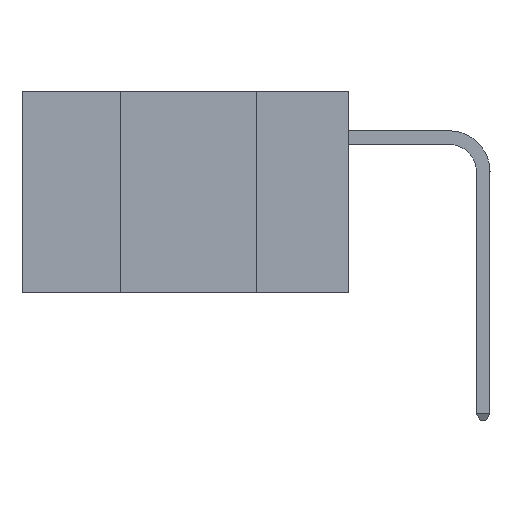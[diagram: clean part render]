
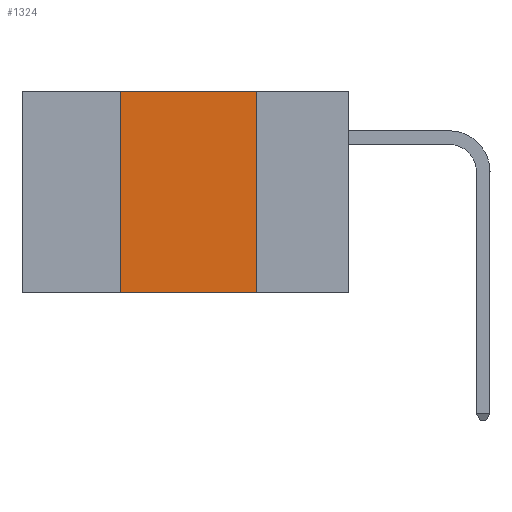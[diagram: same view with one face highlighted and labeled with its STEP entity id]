
A CAD part, left-side view. The second image highlights one B-rep face of the part: STEP entity #1324.
In plain terms, the highlighted planar face has unit normal (-1, 0, 0).
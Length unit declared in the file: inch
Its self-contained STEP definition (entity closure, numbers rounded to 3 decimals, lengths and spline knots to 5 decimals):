
#1324 = ADVANCED_FACE ( 'NONE', ( #1880 ), #34358, .F. ) ;
#1563 = ORIENTED_EDGE ( 'NONE', *, *, #32611, .F. ) ;
#1880 = FACE_OUTER_BOUND ( 'NONE', #10792, .T. ) ;
#2201 = DIRECTION ( 'NONE',  ( 0., -1., 0. ) ) ;
#2570 = CARTESIAN_POINT ( 'NONE',  ( 0., 0.42, 0. ) ) ;
#6129 = VERTEX_POINT ( 'NONE', #7697 ) ;
#7697 = CARTESIAN_POINT ( 'NONE',  ( 0., 0.17, 0. ) ) ;
#7788 = VECTOR ( 'NONE', #19688, 39.37008 ) ;
#8413 = LINE ( 'NONE', #27642, #29855 ) ;
#8659 = VERTEX_POINT ( 'NONE', #10834 ) ;
#9964 = ORIENTED_EDGE ( 'NONE', *, *, #20371, .F. ) ;
#10276 = VERTEX_POINT ( 'NONE', #26277 ) ;
#10792 = EDGE_LOOP ( 'NONE', ( #12653, #1563, #9964, #23590 ) ) ;
#10834 = CARTESIAN_POINT ( 'NONE',  ( 0., 0.17, -0.37 ) ) ;
#11919 = LINE ( 'NONE', #27103, #18513 ) ;
#12653 = ORIENTED_EDGE ( 'NONE', *, *, #17023, .F. ) ;
#14624 = EDGE_CURVE ( 'NONE', #10276, #8659, #8413, .T. ) ;
#15036 = DIRECTION ( 'NONE',  ( 0., 0., -1. ) ) ;
#16167 = DIRECTION ( 'NONE',  ( 0., -1., 0. ) ) ;
#17023 = EDGE_CURVE ( 'NONE', #6129, #8659, #35698, .T. ) ;
#18513 = VECTOR ( 'NONE', #16167, 39.37008 ) ;
#19688 = DIRECTION ( 'NONE',  ( 0., 0., 1. ) ) ;
#20371 = EDGE_CURVE ( 'NONE', #10276, #29245, #22794, .T. ) ;
#21025 = VECTOR ( 'NONE', #15036, 39.37008 ) ;
#22794 = LINE ( 'NONE', #2570, #7788 ) ;
#23590 = ORIENTED_EDGE ( 'NONE', *, *, #14624, .T. ) ;
#23677 = DIRECTION ( 'NONE',  ( 1., 0., 0. ) ) ;
#23784 = DIRECTION ( 'NONE',  ( 0., 0., -1. ) ) ;
#26277 = CARTESIAN_POINT ( 'NONE',  ( 0., 0.42, -0.37 ) ) ;
#27103 = CARTESIAN_POINT ( 'NONE',  ( 0., 0.6, 0. ) ) ;
#27642 = CARTESIAN_POINT ( 'NONE',  ( 0., 0.6, -0.37 ) ) ;
#28763 = CARTESIAN_POINT ( 'NONE',  ( 0., 0.6, 0. ) ) ;
#28821 = CARTESIAN_POINT ( 'NONE',  ( 0., 0.17, 0. ) ) ;
#29245 = VERTEX_POINT ( 'NONE', #29801 ) ;
#29580 = AXIS2_PLACEMENT_3D ( 'NONE', #28763, #23677, #23784 ) ;
#29801 = CARTESIAN_POINT ( 'NONE',  ( 0., 0.42, 0. ) ) ;
#29855 = VECTOR ( 'NONE', #2201, 39.37008 ) ;
#32611 = EDGE_CURVE ( 'NONE', #29245, #6129, #11919, .T. ) ;
#34358 = PLANE ( 'NONE',  #29580 ) ;
#35698 = LINE ( 'NONE', #28821, #21025 ) ;
